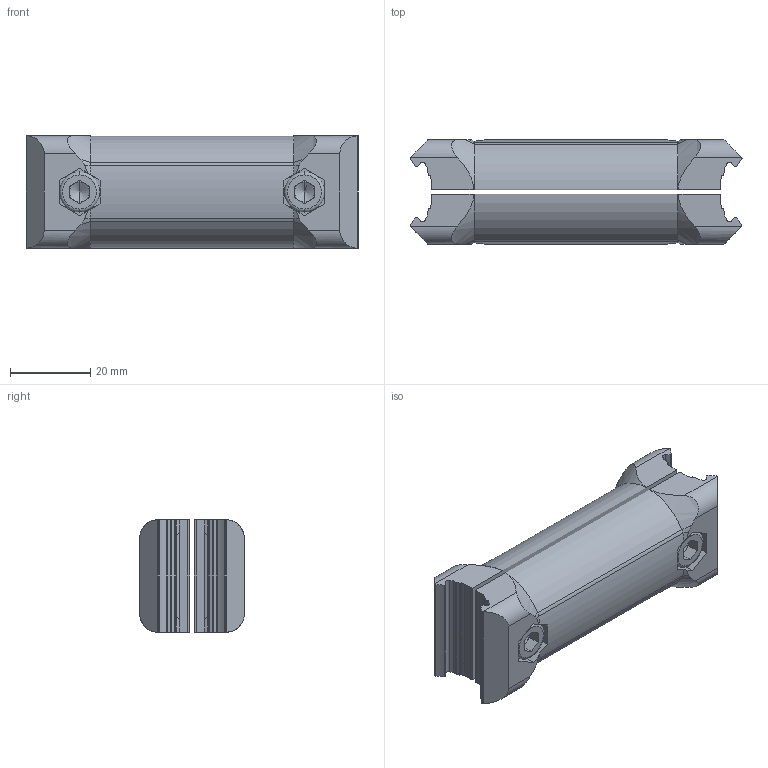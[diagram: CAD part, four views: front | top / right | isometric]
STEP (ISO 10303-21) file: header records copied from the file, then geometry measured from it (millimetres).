
FILE_DESCRIPTION (( 'STEP AP214' ), '1' );
FILE_NAME ('Ñîåäèíèòåëü.STEP', '2025-10-16T05:49:35', ( '' ), ( '' ), 'SwSTEP 2.0', 'SolidWorks 2021', '' );
FILE_SCHEMA (( 'AUTOMOTIVE_DESIGN' ));
Length unit declared in the file: millimetre
Products named in the file (1): Ñîåäèíèòåëü
Bounding box: 82.67 x 26 x 27.97 mm (x, y, z)
Surface area: 12861.9 mm2 (no closed solid volume)
Topology: 0 solids, 8 shells, 206 faces, 648 edges, 446 vertices
Faces by surface type: plane 88, cylinder 78, bspline 28, cone 8, torus 4
Entity records: 10022 total; most frequent: CARTESIAN_POINT 2175, ORIENTED_EDGE 1176, DIRECTION 1096, EDGE_CURVE 644, VERTEX_POINT 446, AXIS2_PLACEMENT_3D 383, LINE 330, VECTOR 330
